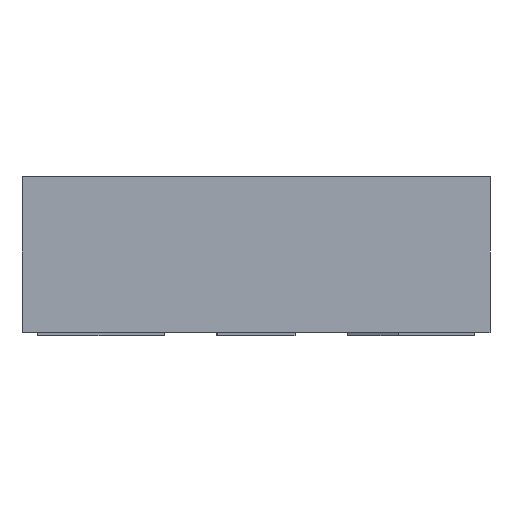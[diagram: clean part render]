
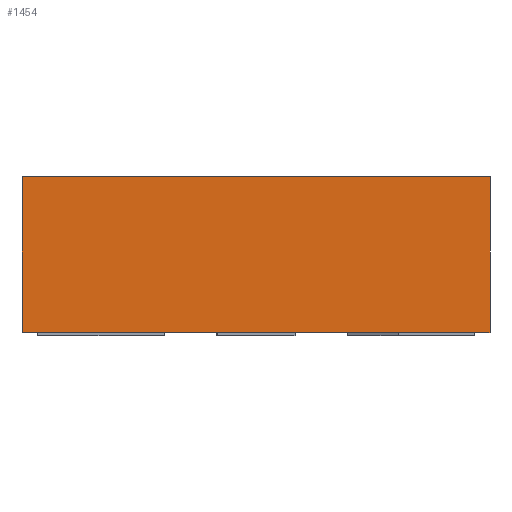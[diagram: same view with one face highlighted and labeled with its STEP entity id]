
A CAD part, left-side view. The second image highlights one B-rep face of the part: STEP entity #1454.
In plain terms, the highlighted planar face has unit normal (-1, 0, 0).
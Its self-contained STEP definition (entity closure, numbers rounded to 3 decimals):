
#7 = ORIENTED_EDGE ( 'NONE', *, *, #10741, .T. ) ;
#36 = FACE_OUTER_BOUND ( 'NONE', #2824, .T. ) ;
#473 = CARTESIAN_POINT ( 'NONE',  ( -2.5, -1.5, 1.02 ) ) ;
#521 = VERTEX_POINT ( 'NONE', #5307 ) ;
#870 = ORIENTED_EDGE ( 'NONE', *, *, #3563, .T. ) ;
#968 = CARTESIAN_POINT ( 'NONE',  ( -2.5, -1.5, 1.02 ) ) ;
#1264 = LINE ( 'NONE', #6946, #8143 ) ;
#1454 = ADVANCED_FACE ( 'NONE', ( #36 ), #13367, .F. ) ;
#1472 = DIRECTION ( 'NONE',  ( 1., 0., 0. ) ) ;
#1504 = VECTOR ( 'NONE', #6881, 1000. ) ;
#2824 = EDGE_LOOP ( 'NONE', ( #870, #11639, #3194, #7 ) ) ;
#3194 = ORIENTED_EDGE ( 'NONE', *, *, #14290, .F. ) ;
#3295 = CARTESIAN_POINT ( 'NONE',  ( -2.5, -1.5, 1.02 ) ) ;
#3563 = EDGE_CURVE ( 'NONE', #521, #4268, #10396, .T. ) ;
#4268 = VERTEX_POINT ( 'NONE', #13177 ) ;
#4351 = VECTOR ( 'NONE', #5377, 1000. ) ;
#4647 = VERTEX_POINT ( 'NONE', #3295 ) ;
#4970 = LINE ( 'NONE', #8360, #11587 ) ;
#5307 = CARTESIAN_POINT ( 'NONE',  ( -2.5, 1.5, 0.02 ) ) ;
#5377 = DIRECTION ( 'NONE',  ( 0., -1., 0. ) ) ;
#6119 = DIRECTION ( 'NONE',  ( 0., 0., -1. ) ) ;
#6508 = EDGE_CURVE ( 'NONE', #4647, #4268, #4970, .T. ) ;
#6881 = DIRECTION ( 'NONE',  ( 0., -1., 0. ) ) ;
#6946 = CARTESIAN_POINT ( 'NONE',  ( -2.5, 1.5, 1.02 ) ) ;
#7404 = VERTEX_POINT ( 'NONE', #14024 ) ;
#8143 = VECTOR ( 'NONE', #8146, 1000. ) ;
#8146 = DIRECTION ( 'NONE',  ( 0., 0., -1. ) ) ;
#8360 = CARTESIAN_POINT ( 'NONE',  ( -2.5, -1.5, 1.02 ) ) ;
#8776 = LINE ( 'NONE', #968, #4351 ) ;
#9911 = AXIS2_PLACEMENT_3D ( 'NONE', #473, #1472, #13743 ) ;
#10318 = CARTESIAN_POINT ( 'NONE',  ( -2.5, -1.5, 0.02 ) ) ;
#10396 = LINE ( 'NONE', #10318, #1504 ) ;
#10741 = EDGE_CURVE ( 'NONE', #7404, #521, #1264, .T. ) ;
#11587 = VECTOR ( 'NONE', #6119, 1000. ) ;
#11639 = ORIENTED_EDGE ( 'NONE', *, *, #6508, .F. ) ;
#13177 = CARTESIAN_POINT ( 'NONE',  ( -2.5, -1.5, 0.02 ) ) ;
#13367 = PLANE ( 'NONE',  #9911 ) ;
#13743 = DIRECTION ( 'NONE',  ( 0., 0., -1. ) ) ;
#14024 = CARTESIAN_POINT ( 'NONE',  ( -2.5, 1.5, 1.02 ) ) ;
#14290 = EDGE_CURVE ( 'NONE', #7404, #4647, #8776, .T. ) ;
